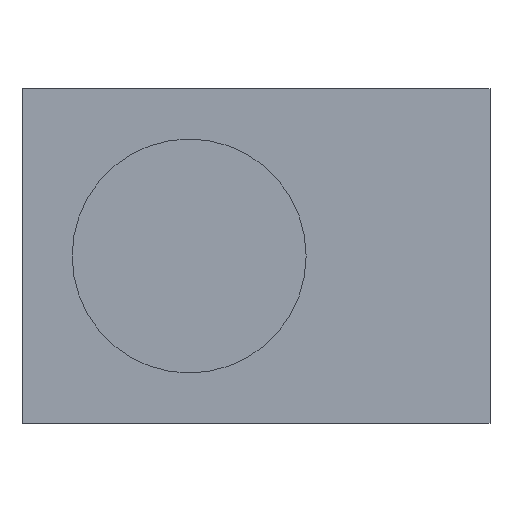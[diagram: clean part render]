
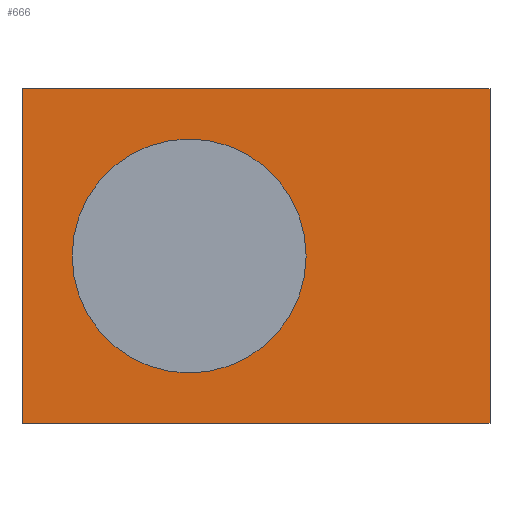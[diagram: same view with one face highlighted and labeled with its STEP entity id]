
A CAD part, front view. The second image highlights one B-rep face of the part: STEP entity #666.
In plain terms, the highlighted planar face has unit normal (0, -1, 0).
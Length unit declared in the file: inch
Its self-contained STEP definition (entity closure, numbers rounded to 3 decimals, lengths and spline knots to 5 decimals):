
#82=DIRECTION('',(-1.,0.,0.));
#83=VECTOR('',#82,0.27559);
#84=CARTESIAN_POINT('',(0.1378,-1.5748,
-0.09843));
#85=LINE('',#84,#83);
#86=DIRECTION('',(0.,0.,1.));
#87=VECTOR('',#86,0.19685);
#88=CARTESIAN_POINT('',(-0.1378,-1.5748,
-0.09843));
#89=LINE('',#88,#87);
#90=DIRECTION('',(0.,0.,-1.));
#91=VECTOR('',#90,0.19685);
#92=CARTESIAN_POINT('',(0.1378,-1.5748,0.09843));
#93=LINE('',#92,#91);
#94=CARTESIAN_POINT('',(-0.03937,-1.5748,0.));
#95=DIRECTION('',(0.,-1.,0.));
#96=DIRECTION('',(-1.,0.,0.));
#97=AXIS2_PLACEMENT_3D('',#94,#95,#96);
#99=CARTESIAN_POINT('',(-0.03937,-1.5748,0.));
#100=DIRECTION('',(0.,-1.,0.));
#101=DIRECTION('',(1.,0.,0.));
#102=AXIS2_PLACEMENT_3D('',#99,#100,#101);
#124=DIRECTION('',(-1.,0.,0.));
#125=VECTOR('',#124,0.27559);
#126=CARTESIAN_POINT('',(0.1378,-1.5748,
0.09843));
#127=LINE('',#126,#125);
#409=CARTESIAN_POINT('',(-0.1378,-1.5748,
-0.09843));
#411=VERTEX_POINT('',#409);
#413=CARTESIAN_POINT('',(0.1378,-1.5748,
-0.09843));
#414=VERTEX_POINT('',#413);
#447=CARTESIAN_POINT('',(0.1378,-1.5748,
0.09843));
#448=VERTEX_POINT('',#447);
#453=CARTESIAN_POINT('',(-0.1378,-1.5748,
0.09843));
#454=VERTEX_POINT('',#453);
#455=CARTESIAN_POINT('',(-0.10827,-1.5748,0.));
#456=CARTESIAN_POINT('',(0.02953,-1.5748,0.));
#457=VERTEX_POINT('',#455);
#458=VERTEX_POINT('',#456);
#648=CARTESIAN_POINT('',(0.,-1.5748,0.));
#649=DIRECTION('',(0.,1.,0.));
#650=DIRECTION('',(1.,0.,0.));
#651=AXIS2_PLACEMENT_3D('',#648,#649,#650);
#652=PLANE('',#651);
#653=ORIENTED_EDGE('',*,*,#534,.T.);
#654=ORIENTED_EDGE('',*,*,#569,.T.);
#656=ORIENTED_EDGE('',*,*,#655,.F.);
#657=ORIENTED_EDGE('',*,*,#634,.T.);
#658=EDGE_LOOP('',(#653,#654,#656,#657));
#659=FACE_OUTER_BOUND('',#658,.F.);
#661=ORIENTED_EDGE('',*,*,#660,.T.);
#663=ORIENTED_EDGE('',*,*,#662,.T.);
#664=EDGE_LOOP('',(#661,#663));
#665=FACE_BOUND('',#664,.F.);
#666=ADVANCED_FACE('',(#659,#665),#652,.F.);
#98=CIRCLE('',#97,0.0689);
#103=CIRCLE('',#102,0.0689);
#534=EDGE_CURVE('',#414,#411,#85,.T.);
#569=EDGE_CURVE('',#411,#454,#89,.T.);
#634=EDGE_CURVE('',#448,#414,#93,.T.);
#655=EDGE_CURVE('',#448,#454,#127,.T.);
#660=EDGE_CURVE('',#457,#458,#98,.T.);
#662=EDGE_CURVE('',#458,#457,#103,.T.);
